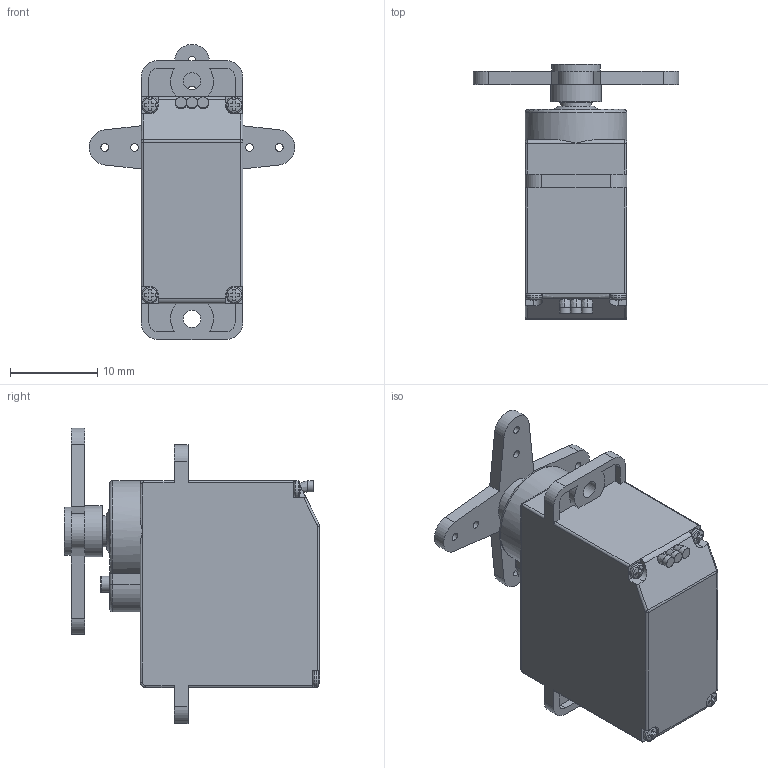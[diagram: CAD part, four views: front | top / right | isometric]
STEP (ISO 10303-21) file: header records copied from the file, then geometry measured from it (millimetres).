
FILE_DESCRIPTION(/* description */ (''),/* implementation_level */ '2;1');
FILE_NAME(/* name */ 'EMax ES08MAII Servo.step',/* time_stamp */ '2025-12-07T16:11:44+01:00',/* author */ (''),/* organization */ (''),/* preprocessor_version */ 'ST-DEVELOPER v20.1',/* originating_system */ 'Autodesk Translation Framework v14.21.0.0',/* authorisation */ '');
FILE_SCHEMA (('AUTOMOTIVE_DESIGN { 1 0 10303 214 3 1 1 }'));
Length unit declared in the file: millimetre
Products named in the file (1): EMax ES08MAII Servo
Bounding box: 23.66 x 29.31 x 33.91 mm (x, y, z)
Volume: 6560.8 mm3; surface area: 3099.1 mm2
Topology: 2 solids, 2 shells, 667 faces, 1845 edges, 1218 vertices
Faces by surface type: plane 424, cylinder 156, bspline 68, torus 16, cone 3
Full cylindrical faces by diameter (mm): 0.889 x8, 1.27 x3, 1.588 x1, 1.778 x1, 1.829 x1, 1.905 x4, 1.994 x2, 3.556 x1, 4.013 x1, 5.537 x1, 5.842 x1
Entity records: 25290 total; most frequent: CARTESIAN_POINT 8173, ORIENTED_EDGE 3690, DIRECTION 3061, EDGE_CURVE 1845, LINE 1245, VECTOR 1245, VERTEX_POINT 1218, AXIS2_PLACEMENT_3D 908
